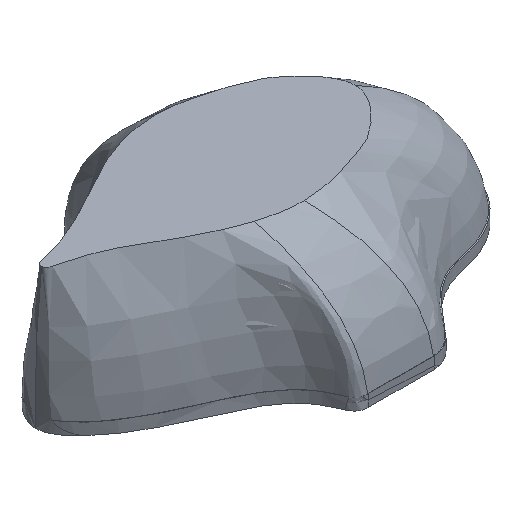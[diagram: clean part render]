
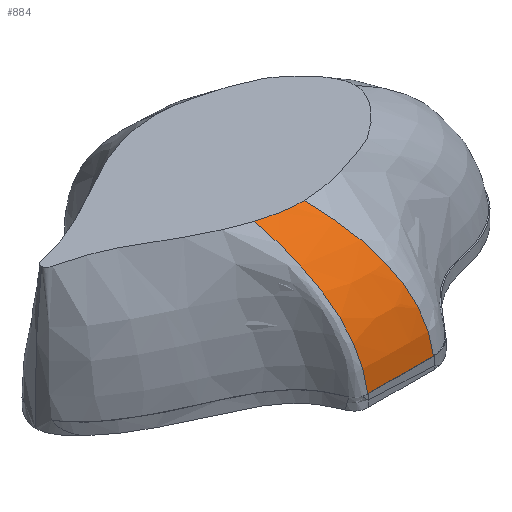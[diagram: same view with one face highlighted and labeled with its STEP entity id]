
A CAD part, isometric view. The second image highlights one B-rep face of the part: STEP entity #884.
In plain terms, the highlighted free-form (B-spline) face has degree [3, 3] with [12, 6] control points.
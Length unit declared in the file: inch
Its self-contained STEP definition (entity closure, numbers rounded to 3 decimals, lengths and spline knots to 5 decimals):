
#624=VERTEX_POINT('',#1804);
#884=ADVANCED_FACE('',(#2088),#2089,.T.);
#898=VERTEX_POINT('',#2104);
#1082=EDGE_CURVE('',#1612,#1462,#2309,.T.);
#1244=EDGE_CURVE('',#624,#1462,#2479,.T.);
#1258=EDGE_CURVE('',#898,#1612,#2494,.T.);
#1462=VERTEX_POINT('',#2716);
#1498=EDGE_CURVE('',#898,#624,#2754,.T.);
#1612=VERTEX_POINT('',#2881);
#1804=CARTESIAN_POINT('',(-0.87364,-0.8931,3.75222));
#2088=FACE_OUTER_BOUND('',#6226,.T.);
#2089=B_SPLINE_SURFACE_WITH_KNOTS('',3,3,((#6227,#6228,#6229,#6230,#6231,#6232),(#6233,#6234,#6235,#6236,#6237,#6238),(#6239,#6240,#6241,#6242,#6243,#6244),(#6245,#6246,#6247,#6248,#6249,#6250),(#6251,#6252,#6253,#6254,#6255,#6256),(#6257,#6258,#6259,#6260,#6261,#6262),(#6263,#6264,#6265,#6266,#6267,#6268),(#6269,#6270,#6271,#6272,#6273,#6274),(#6275,#6276,#6277,#6278,#6279,#6280),(#6281,#6282,#6283,#6284,#6285,#6286),(#6287,#6288,#6289,#6290,#6291,#6292),(#6293,#6294,#6295,#6296,#6297,#6298)),.UNSPECIFIED.,.F.,.F.,.F.,(4,2,2,2,2,4),(4,2,4),(0.0,0.39053,0.625,0.70178,0.80118,1.0),(0.0,0.20813,1.0),.UNSPECIFIED.);
#2104=CARTESIAN_POINT('',(-0.44393,-1.9656,2.09474));
#2309=B_SPLINE_CURVE_WITH_KNOTS('',3,(#8481,#8482,#8483,#8484,#8485,#8486),.UNSPECIFIED.,.F.,.F.,(4,2,4),(0.0,0.20813,1.0),.UNSPECIFIED.);
#2479=B_SPLINE_CURVE_WITH_KNOTS('',5,(#9125,#9126,#9127,#9128,#9129,#9130,#9131,#9132,#9133,#9134,#9135,#9136,#9137,#9138,#9139,#9140,#9141,#9142),.UNSPECIFIED.,.F.,.F.,(6,3,3,3,3,6),(2.84994,2.98228,3.29605,3.36967,3.44329,3.59054),.UNSPECIFIED.);
#2494=B_SPLINE_CURVE_WITH_KNOTS('',3,(#9192,#9193,#9194,#9195,#9196,#9197,#9198,#9199,#9200,#9201,#9202,#9203),.UNSPECIFIED.,.F.,.F.,(4,2,2,2,2,4),(0.0,0.39053,0.625,0.70178,0.80118,1.0),.UNSPECIFIED.);
#2716=CARTESIAN_POINT('',(-0.30336,-0.98425,3.75222));
#2754=B_SPLINE_CURVE_WITH_KNOTS('',3,(#11864,#11865,#11866,#11867,#11868,#11869),.UNSPECIFIED.,.F.,.F.,(4,2,4),(0.0,0.20813,1.0),.UNSPECIFIED.);
#2881=CARTESIAN_POINT('',(0.42592,-1.96446,2.09474));
#6226=EDGE_LOOP('',(#14605,#14606,#14607,#14608));
#6227=CARTESIAN_POINT('',(-0.43307,-1.9685,1.93726));
#6228=CARTESIAN_POINT('',(-0.44161,-1.97154,2.08646));
#6229=CARTESIAN_POINT('',(-0.45473,-1.95842,2.23082));
#6230=CARTESIAN_POINT('',(-0.53981,-1.81772,2.90113));
#6231=CARTESIAN_POINT('',(-0.67354,-1.47238,3.36176));
#6232=CARTESIAN_POINT('',(-0.87364,-0.8931,3.75222));
#6233=CARTESIAN_POINT('',(-0.31178,-1.9685,1.93726));
#6234=CARTESIAN_POINT('',(-0.31991,-1.9711,2.08646));
#6235=CARTESIAN_POINT('',(-0.33335,-1.95798,2.23082));
#6236=CARTESIAN_POINT('',(-0.42342,-1.81939,2.90113));
#6237=CARTESIAN_POINT('',(-0.57158,-1.48205,3.36176));
#6238=CARTESIAN_POINT('',(-0.79657,-0.91713,3.75222));
#6239=CARTESIAN_POINT('',(-0.19049,-1.9685,1.93726));
#6240=CARTESIAN_POINT('',(-0.19784,-1.97073,2.08646));
#6241=CARTESIAN_POINT('',(-0.21127,-1.95761,2.23082));
#6242=CARTESIAN_POINT('',(-0.30505,-1.82078,2.90113));
#6243=CARTESIAN_POINT('',(-0.46738,-1.49016,3.36176));
#6244=CARTESIAN_POINT('',(-0.71778,-0.93726,3.75222));
#6245=CARTESIAN_POINT('',(-0.00508,-1.9685,1.93726));
#6246=CARTESIAN_POINT('',(-0.01112,-1.97031,2.08646));
#6247=CARTESIAN_POINT('',(-0.02443,-1.95718,2.23082));
#6248=CARTESIAN_POINT('',(-0.12333,-1.82241,2.90113));
#6249=CARTESIAN_POINT('',(-0.3069,-1.49961,3.36176));
#6250=CARTESIAN_POINT('',(-0.59571,-0.96072,3.75222));
#6251=CARTESIAN_POINT('',(0.06252,-1.9685,1.93726));
#6252=CARTESIAN_POINT('',(0.05698,-1.97018,2.08646));
#6253=CARTESIAN_POINT('',(0.04374,-1.95706,2.23082));
#6254=CARTESIAN_POINT('',(-0.0569,-1.82289,2.90113));
#6255=CARTESIAN_POINT('',(-0.24811,-1.50237,3.36176));
#6256=CARTESIAN_POINT('',(-0.55085,-0.96758,3.75222));
#6257=CARTESIAN_POINT('',(0.14808,-1.9685,1.93726));
#6258=CARTESIAN_POINT('',(0.14314,-1.97006,2.08646));
#6259=CARTESIAN_POINT('',(0.12996,-1.95694,2.23082));
#6260=CARTESIAN_POINT('',(0.02703,-1.82334,2.90113));
#6261=CARTESIAN_POINT('',(-0.17377,-1.50502,3.36176));
#6262=CARTESIAN_POINT('',(-0.49386,-0.97417,3.75222));
#6263=CARTESIAN_POINT('',(0.16884,-1.9685,1.93726));
#6264=CARTESIAN_POINT('',(0.16404,-1.97004,2.08646));
#6265=CARTESIAN_POINT('',(0.15087,-1.95691,2.23082));
#6266=CARTESIAN_POINT('',(0.04738,-1.82344,2.90113));
#6267=CARTESIAN_POINT('',(-0.15573,-1.5056,3.36176));
#6268=CARTESIAN_POINT('',(-0.48002,-0.9756,3.75222));
#6269=CARTESIAN_POINT('',(0.2161,-1.9685,1.93726));
#6270=CARTESIAN_POINT('',(0.21161,-1.96998,2.08646));
#6271=CARTESIAN_POINT('',(0.19846,-1.95686,2.23082));
#6272=CARTESIAN_POINT('',(0.09367,-1.82364,2.90113));
#6273=CARTESIAN_POINT('',(-0.1147,-1.50676,3.36176));
#6274=CARTESIAN_POINT('',(-0.44848,-0.97848,3.75222));
#6275=CARTESIAN_POINT('',(0.24249,-1.9685,1.93726));
#6276=CARTESIAN_POINT('',(0.23817,-1.96996,2.08646));
#6277=CARTESIAN_POINT('',(0.22503,-1.95684,2.23082));
#6278=CARTESIAN_POINT('',(0.11951,-1.82374,2.90113));
#6279=CARTESIAN_POINT('',(-0.0918,-1.5073,3.36176));
#6280=CARTESIAN_POINT('',(-0.43084,-0.97983,3.75222));
#6281=CARTESIAN_POINT('',(0.32207,-1.9685,1.93726));
#6282=CARTESIAN_POINT('',(0.31826,-1.9699,2.08646));
#6283=CARTESIAN_POINT('',(0.30514,-1.95678,2.23082));
#6284=CARTESIAN_POINT('',(0.19735,-1.82396,2.90113));
#6285=CARTESIAN_POINT('',(-0.02276,-1.50861,3.36176));
#6286=CARTESIAN_POINT('',(-0.37764,-0.98308,3.75222));
#6287=CARTESIAN_POINT('',(0.37567,-1.9685,1.93726));
#6288=CARTESIAN_POINT('',(0.37218,-1.96988,2.08646));
#6289=CARTESIAN_POINT('',(0.35906,-1.95675,2.23082));
#6290=CARTESIAN_POINT('',(0.24972,-1.82404,2.90113));
#6291=CARTESIAN_POINT('',(0.0237,-1.50908,3.36176));
#6292=CARTESIAN_POINT('',(-0.34176,-0.98425,3.75222));
#6293=CARTESIAN_POINT('',(0.43307,-1.9685,1.93726));
#6294=CARTESIAN_POINT('',(0.42993,-1.96988,2.08646));
#6295=CARTESIAN_POINT('',(0.4168,-1.95675,2.23082));
#6296=CARTESIAN_POINT('',(0.3058,-1.82404,2.90113));
#6297=CARTESIAN_POINT('',(0.07345,-1.50908,3.36176));
#6298=CARTESIAN_POINT('',(-0.30336,-0.98425,3.75222));
#8481=CARTESIAN_POINT('',(0.43307,-1.9685,1.93726));
#8482=CARTESIAN_POINT('',(0.42993,-1.96988,2.08646));
#8483=CARTESIAN_POINT('',(0.4168,-1.95675,2.23082));
#8484=CARTESIAN_POINT('',(0.3058,-1.82404,2.90113));
#8485=CARTESIAN_POINT('',(0.07345,-1.50908,3.36176));
#8486=CARTESIAN_POINT('',(-0.30336,-0.98425,3.75222));
#9125=CARTESIAN_POINT('',(-0.87364,-0.8931,3.75222));
#9126=CARTESIAN_POINT('',(-0.85248,-0.8997,3.75222));
#9127=CARTESIAN_POINT('',(-0.83122,-0.90606,3.75222));
#9128=CARTESIAN_POINT('',(-0.80989,-0.91216,3.75222));
#9129=CARTESIAN_POINT('',(-0.7379,-0.9318,3.75222));
#9130=CARTESIAN_POINT('',(-0.66602,-0.94808,3.75222));
#9131=CARTESIAN_POINT('',(-0.61607,-0.95765,3.75222));
#9132=CARTESIAN_POINT('',(-0.55591,-0.96707,3.75222));
#9133=CARTESIAN_POINT('',(-0.49847,-0.97366,3.75222));
#9134=CARTESIAN_POINT('',(-0.48768,-0.97482,3.75222));
#9135=CARTESIAN_POINT('',(-0.46622,-0.97694,3.75222));
#9136=CARTESIAN_POINT('',(-0.44497,-0.97872,3.75222));
#9137=CARTESIAN_POINT('',(-0.43436,-0.97953,3.75222));
#9138=CARTESIAN_POINT('',(-0.40253,-0.98172,3.75222));
#9139=CARTESIAN_POINT('',(-0.37042,-0.9832,3.75222));
#9140=CARTESIAN_POINT('',(-0.34869,-0.98389,3.75222));
#9141=CARTESIAN_POINT('',(-0.3264,-0.98425,3.75222));
#9142=CARTESIAN_POINT('',(-0.30336,-0.98425,3.75222));
#9192=CARTESIAN_POINT('',(-0.44393,-1.9656,2.09474));
#9193=CARTESIAN_POINT('',(-0.32248,-1.9653,2.09474));
#9194=CARTESIAN_POINT('',(-0.20065,-1.96505,2.09474));
#9195=CARTESIAN_POINT('',(-0.01429,-1.96476,2.09474));
#9196=CARTESIAN_POINT('',(0.05368,-1.96467,2.09474));
#9197=CARTESIAN_POINT('',(0.13967,-1.96459,2.09474));
#9198=CARTESIAN_POINT('',(0.16054,-1.96457,2.09474));
#9199=CARTESIAN_POINT('',(0.20802,-1.96453,2.09474));
#9200=CARTESIAN_POINT('',(0.23453,-1.96452,2.09474));
#9201=CARTESIAN_POINT('',(0.31446,-1.96448,2.09474));
#9202=CARTESIAN_POINT('',(0.36828,-1.96446,2.09474));
#9203=CARTESIAN_POINT('',(0.42592,-1.96446,2.09474));
#11864=CARTESIAN_POINT('',(-0.43307,-1.9685,1.93726));
#11865=CARTESIAN_POINT('',(-0.44161,-1.97154,2.08646));
#11866=CARTESIAN_POINT('',(-0.45473,-1.95842,2.23082));
#11867=CARTESIAN_POINT('',(-0.53981,-1.81772,2.90113));
#11868=CARTESIAN_POINT('',(-0.67354,-1.47238,3.36176));
#11869=CARTESIAN_POINT('',(-0.87364,-0.8931,3.75222));
#14605=ORIENTED_EDGE('',*,*,#1258,.T.);
#14606=ORIENTED_EDGE('',*,*,#1082,.T.);
#14607=ORIENTED_EDGE('',*,*,#1244,.F.);
#14608=ORIENTED_EDGE('',*,*,#1498,.F.);
